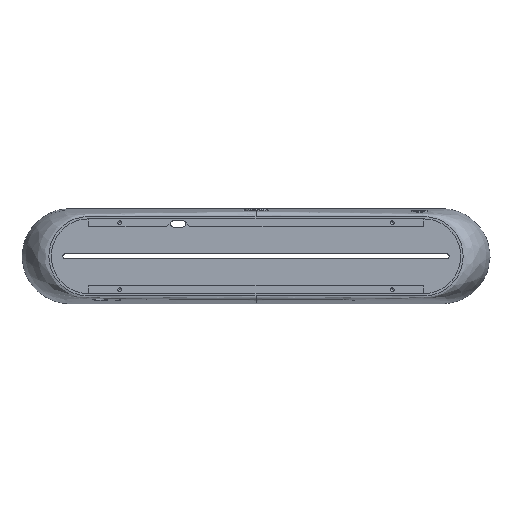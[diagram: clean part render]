
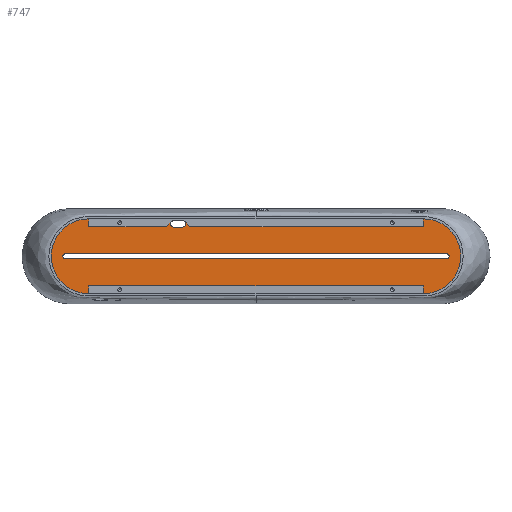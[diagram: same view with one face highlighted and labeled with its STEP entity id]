
A CAD part, front view. The second image highlights one B-rep face of the part: STEP entity #747.
In plain terms, the highlighted planar face has unit normal (0, -1, 0).
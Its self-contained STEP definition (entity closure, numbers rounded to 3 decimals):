
#6 = CIRCLE ( 'NONE', #7432, 1.5 ) ;
#64 = CARTESIAN_POINT ( 'NONE',  ( -54.432, 12., 22.146 ) ) ;
#148 = DIRECTION ( 'NONE',  ( 0., -1., 0. ) ) ;
#362 = VECTOR ( 'NONE', #7625, 1000. ) ;
#465 = LINE ( 'NONE', #7245, #1486 ) ;
#535 = ORIENTED_EDGE ( 'NONE', *, *, #8777, .F. ) ;
#604 = CARTESIAN_POINT ( 'NONE',  ( 122.5, 12., 1.5 ) ) ;
#608 = LINE ( 'NONE', #2123, #8690 ) ;
#635 = CARTESIAN_POINT ( 'NONE',  ( -107.5, 12., 19. ) ) ;
#673 = VECTOR ( 'NONE', #1328, 1000. ) ;
#691 = VERTEX_POINT ( 'NONE', #4125 ) ;
#700 = DIRECTION ( 'NONE',  ( 0., -1., 0. ) ) ;
#747 = ADVANCED_FACE ( 'NONE', ( #6445, #2868 ), #2835, .T. ) ;
#760 = DIRECTION ( 'NONE',  ( 0., 0., -1. ) ) ;
#924 = AXIS2_PLACEMENT_3D ( 'NONE', #3510, #148, #5874 ) ;
#990 = ORIENTED_EDGE ( 'NONE', *, *, #8009, .F. ) ;
#1137 = EDGE_LOOP ( 'NONE', ( #4604, #7603, #4881, #4587 ) ) ;
#1221 = ORIENTED_EDGE ( 'NONE', *, *, #7229, .F. ) ;
#1243 = CARTESIAN_POINT ( 'NONE',  ( -57.5, 12., 19. ) ) ;
#1263 = EDGE_CURVE ( 'NONE', #2704, #9321, #6870, .T. ) ;
#1328 = DIRECTION ( 'NONE',  ( 1., 0., 0. ) ) ;
#1367 = ORIENTED_EDGE ( 'NONE', *, *, #1662, .F. ) ;
#1486 = VECTOR ( 'NONE', #5695, 1000. ) ;
#1568 = EDGE_CURVE ( 'NONE', #5796, #8379, #8649, .T. ) ;
#1662 = EDGE_CURVE ( 'NONE', #691, #5796, #8532, .T. ) ;
#1665 = CARTESIAN_POINT ( 'NONE',  ( 107.5, 12., -24. ) ) ;
#1694 = VERTEX_POINT ( 'NONE', #7842 ) ;
#1818 = CARTESIAN_POINT ( 'NONE',  ( -107.5, 12., 24. ) ) ;
#1871 = EDGE_CURVE ( 'NONE', #6807, #4284, #7069, .T. ) ;
#1875 = DIRECTION ( 'NONE',  ( 0., -1., 0. ) ) ;
#1918 = CIRCLE ( 'NONE', #5783, 24. ) ;
#1940 = CARTESIAN_POINT ( 'NONE',  ( 107.5, 12., 19. ) ) ;
#2030 = CARTESIAN_POINT ( 'NONE',  ( -42.5, 12., 19. ) ) ;
#2123 = CARTESIAN_POINT ( 'NONE',  ( -107.5, 12., 18.75 ) ) ;
#2139 = LINE ( 'NONE', #635, #673 ) ;
#2156 = LINE ( 'NONE', #4309, #8992 ) ;
#2203 = CARTESIAN_POINT ( 'NONE',  ( 122.5, 12., 1.5 ) ) ;
#2208 = CARTESIAN_POINT ( 'NONE',  ( -54.432, 12., 22.146 ) ) ;
#2214 = EDGE_CURVE ( 'NONE', #4284, #6678, #2139, .T. ) ;
#2292 = LINE ( 'NONE', #3401, #362 ) ;
#2298 = AXIS2_PLACEMENT_3D ( 'NONE', #8006, #8035, #760 ) ;
#2387 = VERTEX_POINT ( 'NONE', #5291 ) ;
#2393 = VERTEX_POINT ( 'NONE', #8932 ) ;
#2546 = CARTESIAN_POINT ( 'NONE',  ( 122.5, 12., -1.5 ) ) ;
#2580 = ORIENTED_EDGE ( 'NONE', *, *, #2214, .F. ) ;
#2667 = CARTESIAN_POINT ( 'NONE',  ( -45.568, 12., 22.146 ) ) ;
#2704 = VERTEX_POINT ( 'NONE', #2546 ) ;
#2835 = PLANE ( 'NONE',  #8453 ) ;
#2868 = FACE_BOUND ( 'NONE', #1137, .T. ) ;
#2987 = DIRECTION ( 'NONE',  ( 0., 1., 0. ) ) ;
#3027 = ORIENTED_EDGE ( 'NONE', *, *, #1568, .F. ) ;
#3039 = ORIENTED_EDGE ( 'NONE', *, *, #6599, .F. ) ;
#3173 = CIRCLE ( 'NONE', #8105, 24. ) ;
#3401 = CARTESIAN_POINT ( 'NONE',  ( -107.5, 12., -24. ) ) ;
#3435 = DIRECTION ( 'NONE',  ( 1., 0., 0. ) ) ;
#3510 = CARTESIAN_POINT ( 'NONE',  ( -47., 12., 20.75 ) ) ;
#3556 = DIRECTION ( 'NONE',  ( 1., 0., 0. ) ) ;
#3566 = EDGE_CURVE ( 'NONE', #7715, #691, #465, .T. ) ;
#3592 = EDGE_CURVE ( 'NONE', #7833, #5244, #3173, .T. ) ;
#3687 = EDGE_CURVE ( 'NONE', #8960, #2704, #6, .T. ) ;
#3737 = ORIENTED_EDGE ( 'NONE', *, *, #5100, .F. ) ;
#3899 = EDGE_LOOP ( 'NONE', ( #990, #3027, #1367, #8560, #7483, #9075, #3737, #535, #4578, #3039, #2580, #4927, #4315, #1221 ) ) ;
#4059 = CARTESIAN_POINT ( 'NONE',  ( -45.568, 12., 22.146 ) ) ;
#4125 = CARTESIAN_POINT ( 'NONE',  ( -107.5, 12., 19. ) ) ;
#4284 = VERTEX_POINT ( 'NONE', #2030 ) ;
#4309 = CARTESIAN_POINT ( 'NONE',  ( 107.5, 12., -24. ) ) ;
#4315 = ORIENTED_EDGE ( 'NONE', *, *, #7398, .F. ) ;
#4373 = VECTOR ( 'NONE', #8394, 1000. ) ;
#4468 = CARTESIAN_POINT ( 'NONE',  ( 107.5, 12., 0. ) ) ;
#4519 = DIRECTION ( 'NONE',  ( -1., 0., 0. ) ) ;
#4522 = VECTOR ( 'NONE', #4519, 1000. ) ;
#4578 = ORIENTED_EDGE ( 'NONE', *, *, #3592, .T. ) ;
#4586 = EDGE_CURVE ( 'NONE', #9321, #6819, #7505, .T. ) ;
#4587 = ORIENTED_EDGE ( 'NONE', *, *, #7222, .T. ) ;
#4604 = ORIENTED_EDGE ( 'NONE', *, *, #3687, .T. ) ;
#4755 = CARTESIAN_POINT ( 'NONE',  ( -122.5, 12., -1.5 ) ) ;
#4881 = ORIENTED_EDGE ( 'NONE', *, *, #4586, .T. ) ;
#4926 = VECTOR ( 'NONE', #3556, 1000. ) ;
#4927 = ORIENTED_EDGE ( 'NONE', *, *, #1871, .F. ) ;
#4969 = DIRECTION ( 'NONE',  ( 0., 0., -1. ) ) ;
#5058 = CARTESIAN_POINT ( 'NONE',  ( -107.5, 12., 0. ) ) ;
#5084 = VECTOR ( 'NONE', #5615, 1000. ) ;
#5089 = DIRECTION ( 'NONE',  ( 0., -1., 0. ) ) ;
#5100 = EDGE_CURVE ( 'NONE', #6253, #1694, #8725, .T. ) ;
#5244 = VERTEX_POINT ( 'NONE', #7840 ) ;
#5284 = VERTEX_POINT ( 'NONE', #9152 ) ;
#5291 = CARTESIAN_POINT ( 'NONE',  ( -107.5, 12., -24. ) ) ;
#5405 = DIRECTION ( 'NONE',  ( 0., 0., -1. ) ) ;
#5439 = DIRECTION ( 'NONE',  ( -1., 0., 0. ) ) ;
#5567 = CARTESIAN_POINT ( 'NONE',  ( -107.5, 12., 0. ) ) ;
#5615 = DIRECTION ( 'NONE',  ( 1., 0., 0. ) ) ;
#5695 = DIRECTION ( 'NONE',  ( 0., 0., -1. ) ) ;
#5735 = CARTESIAN_POINT ( 'NONE',  ( 107.5, 12., 24. ) ) ;
#5765 = LINE ( 'NONE', #604, #5084 ) ;
#5783 = AXIS2_PLACEMENT_3D ( 'NONE', #5058, #8652, #7138 ) ;
#5796 = VERTEX_POINT ( 'NONE', #1243 ) ;
#5874 = DIRECTION ( 'NONE',  ( 0., 0., -1. ) ) ;
#5970 = CARTESIAN_POINT ( 'NONE',  ( 122.5, 12., -1.5 ) ) ;
#6082 = CIRCLE ( 'NONE', #7947, 2. ) ;
#6215 = CARTESIAN_POINT ( 'NONE',  ( -53., 12., 20.75 ) ) ;
#6253 = VERTEX_POINT ( 'NONE', #8439 ) ;
#6445 = FACE_OUTER_BOUND ( 'NONE', #3899, .T. ) ;
#6454 = LINE ( 'NONE', #5735, #7237 ) ;
#6599 = EDGE_CURVE ( 'NONE', #6678, #5244, #6454, .T. ) ;
#6678 = VERTEX_POINT ( 'NONE', #1940 ) ;
#6807 = VERTEX_POINT ( 'NONE', #4059 ) ;
#6809 = VECTOR ( 'NONE', #5439, 1000. ) ;
#6819 = VERTEX_POINT ( 'NONE', #6880 ) ;
#6845 = VECTOR ( 'NONE', #7143, 1000. ) ;
#6870 = LINE ( 'NONE', #5970, #4522 ) ;
#6880 = CARTESIAN_POINT ( 'NONE',  ( -122.5, 12., 1.5 ) ) ;
#7069 = LINE ( 'NONE', #2667, #4373 ) ;
#7138 = DIRECTION ( 'NONE',  ( 0., 0., -1. ) ) ;
#7143 = DIRECTION ( 'NONE',  ( 0.698, 0., 0.716 ) ) ;
#7218 = CARTESIAN_POINT ( 'NONE',  ( -107.5, 12., 19. ) ) ;
#7222 = EDGE_CURVE ( 'NONE', #6819, #8960, #5765, .T. ) ;
#7229 = EDGE_CURVE ( 'NONE', #5284, #2393, #608, .T. ) ;
#7237 = VECTOR ( 'NONE', #8388, 1000. ) ;
#7245 = CARTESIAN_POINT ( 'NONE',  ( -107.5, 12., 24. ) ) ;
#7343 = DIRECTION ( 'NONE',  ( 0., 0., -1. ) ) ;
#7398 = EDGE_CURVE ( 'NONE', #2393, #6807, #9248, .T. ) ;
#7432 = AXIS2_PLACEMENT_3D ( 'NONE', #8744, #2987, #7343 ) ;
#7483 = ORIENTED_EDGE ( 'NONE', *, *, #8850, .T. ) ;
#7505 = CIRCLE ( 'NONE', #2298, 1.5 ) ;
#7603 = ORIENTED_EDGE ( 'NONE', *, *, #1263, .T. ) ;
#7625 = DIRECTION ( 'NONE',  ( 0., 0., -1. ) ) ;
#7715 = VERTEX_POINT ( 'NONE', #1818 ) ;
#7833 = VERTEX_POINT ( 'NONE', #1665 ) ;
#7840 = CARTESIAN_POINT ( 'NONE',  ( 107.5, 12., 24. ) ) ;
#7842 = CARTESIAN_POINT ( 'NONE',  ( -107.5, 12., -19. ) ) ;
#7872 = DIRECTION ( 'NONE',  ( 0., 0., 1. ) ) ;
#7947 = AXIS2_PLACEMENT_3D ( 'NONE', #6215, #1875, #5405 ) ;
#7996 = DIRECTION ( 'NONE',  ( 0., 0., -1. ) ) ;
#8006 = CARTESIAN_POINT ( 'NONE',  ( -122.5, 12., 0. ) ) ;
#8009 = EDGE_CURVE ( 'NONE', #8379, #5284, #6082, .T. ) ;
#8035 = DIRECTION ( 'NONE',  ( 0., 1., 0. ) ) ;
#8087 = EDGE_CURVE ( 'NONE', #1694, #2387, #2292, .T. ) ;
#8105 = AXIS2_PLACEMENT_3D ( 'NONE', #4468, #5089, #7996 ) ;
#8379 = VERTEX_POINT ( 'NONE', #64 ) ;
#8388 = DIRECTION ( 'NONE',  ( 0., 0., 1. ) ) ;
#8394 = DIRECTION ( 'NONE',  ( 0.698, 0., -0.716 ) ) ;
#8439 = CARTESIAN_POINT ( 'NONE',  ( 107.5, 12., -19. ) ) ;
#8453 = AXIS2_PLACEMENT_3D ( 'NONE', #5567, #700, #4969 ) ;
#8532 = LINE ( 'NONE', #7218, #4926 ) ;
#8560 = ORIENTED_EDGE ( 'NONE', *, *, #3566, .F. ) ;
#8649 = LINE ( 'NONE', #2208, #6845 ) ;
#8652 = DIRECTION ( 'NONE',  ( 0., -1., 0. ) ) ;
#8690 = VECTOR ( 'NONE', #3435, 1000. ) ;
#8725 = LINE ( 'NONE', #9013, #6809 ) ;
#8744 = CARTESIAN_POINT ( 'NONE',  ( 122.5, 12., 0. ) ) ;
#8777 = EDGE_CURVE ( 'NONE', #7833, #6253, #2156, .T. ) ;
#8850 = EDGE_CURVE ( 'NONE', #7715, #2387, #1918, .T. ) ;
#8932 = CARTESIAN_POINT ( 'NONE',  ( -47., 12., 18.75 ) ) ;
#8960 = VERTEX_POINT ( 'NONE', #2203 ) ;
#8992 = VECTOR ( 'NONE', #7872, 1000. ) ;
#9013 = CARTESIAN_POINT ( 'NONE',  ( -107.5, 12., -19. ) ) ;
#9075 = ORIENTED_EDGE ( 'NONE', *, *, #8087, .F. ) ;
#9152 = CARTESIAN_POINT ( 'NONE',  ( -53., 12., 18.75 ) ) ;
#9248 = CIRCLE ( 'NONE', #924, 2. ) ;
#9321 = VERTEX_POINT ( 'NONE', #4755 ) ;
